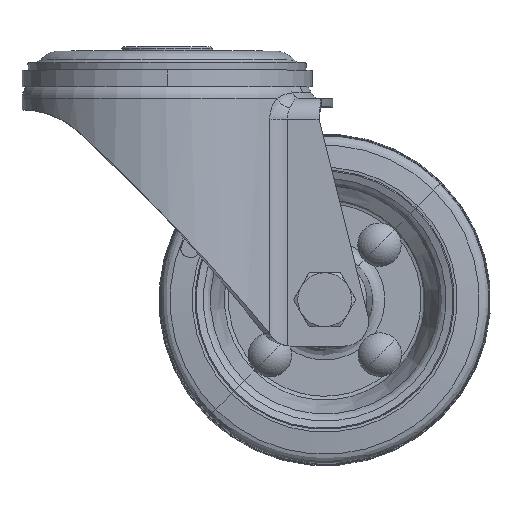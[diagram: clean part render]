
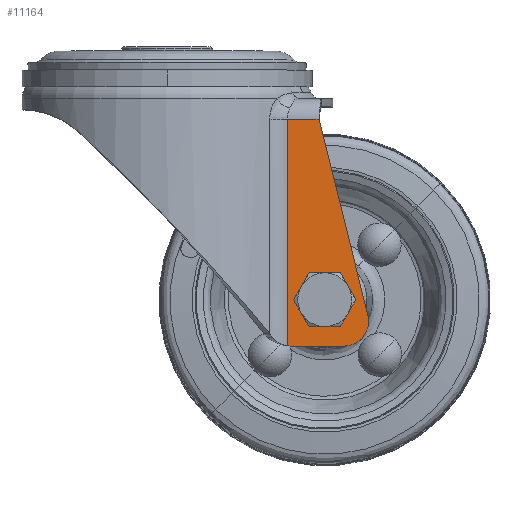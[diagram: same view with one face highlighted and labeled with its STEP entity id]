
A CAD part, top view. The second image highlights one B-rep face of the part: STEP entity #11164.
In plain terms, the highlighted planar face has unit normal (0, 0, 1).
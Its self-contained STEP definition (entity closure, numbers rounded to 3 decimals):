
#536 = ORIENTED_EDGE ( 'NONE', *, *, #9211, .F. ) ;
#1450 = VECTOR ( 'NONE', #10629, 1000. ) ;
#1484 = VERTEX_POINT ( 'NONE', #22558 ) ;
#1979 = CARTESIAN_POINT ( 'NONE',  ( 36.638, -17.5, 23. ) ) ;
#2026 = CARTESIAN_POINT ( 'NONE',  ( 28.983, -53.909, 23. ) ) ;
#2291 = EDGE_CURVE ( 'NONE', #3266, #22842, #16793, .T. ) ;
#2308 = B_SPLINE_CURVE_WITH_KNOTS ( 'NONE', 3,
 ( #12815, #2026, #10686, #19401 ),
 .UNSPECIFIED., .F., .F.,
 ( 4, 4 ),
 ( 0., 1. ),
 .UNSPECIFIED. ) ;
#3023 = EDGE_CURVE ( 'NONE', #1484, #7539, #14543, .T. ) ;
#3266 = VERTEX_POINT ( 'NONE', #1979 ) ;
#3553 = CARTESIAN_POINT ( 'NONE',  ( 42.597, -72.2, 23. ) ) ;
#3789 = DIRECTION ( 'NONE',  ( 0., 0., -1. ) ) ;
#4039 = EDGE_CURVE ( 'NONE', #22842, #15498, #14518, .T. ) ;
#4690 = CARTESIAN_POINT ( 'NONE',  ( 30., -66.2, 23. ) ) ;
#4981 = CARTESIAN_POINT ( 'NONE',  ( 38., -61., 23. ) ) ;
#5885 = AXIS2_PLACEMENT_3D ( 'NONE', #21151, #3789, #26243 ) ;
#5980 = ORIENTED_EDGE ( 'NONE', *, *, #24366, .F. ) ;
#6042 = ORIENTED_EDGE ( 'NONE', *, *, #12059, .F. ) ;
#6320 = AXIS2_PLACEMENT_3D ( 'NONE', #4981, #27946, #19744 ) ;
#6350 = FACE_OUTER_BOUND ( 'NONE', #10340, .T. ) ;
#6976 = ORIENTED_EDGE ( 'NONE', *, *, #4039, .F. ) ;
#7390 = LINE ( 'NONE', #3553, #22957 ) ;
#7539 = VERTEX_POINT ( 'NONE', #7922 ) ;
#7922 = CARTESIAN_POINT ( 'NONE',  ( 28.983, -72.113, 23. ) ) ;
#8778 = CARTESIAN_POINT ( 'NONE',  ( 42.1, -61., 23. ) ) ;
#9211 = EDGE_CURVE ( 'NONE', #17358, #15659, #10661, .T. ) ;
#9359 = CARTESIAN_POINT ( 'NONE',  ( 48.419, -64.748, 23. ) ) ;
#9680 = DIRECTION ( 'NONE',  ( 0., 0., 1. ) ) ;
#9901 = ORIENTED_EDGE ( 'NONE', *, *, #26771, .F. ) ;
#10118 = ORIENTED_EDGE ( 'NONE', *, *, #21751, .F. ) ;
#10291 = EDGE_LOOP ( 'NONE', ( #10118, #536 ) ) ;
#10340 = EDGE_LOOP ( 'NONE', ( #9901, #6976, #19473, #6042, #5980, #26397 ) ) ;
#10463 = CARTESIAN_POINT ( 'NONE',  ( 114., -12.5, 23. ) ) ;
#10629 = DIRECTION ( 'NONE',  ( 0.242, -0.97, 0. ) ) ;
#10661 = CIRCLE ( 'NONE', #11593, 4.1 ) ;
#10686 = CARTESIAN_POINT ( 'NONE',  ( 28.983, -35.704, 23. ) ) ;
#11164 = ADVANCED_FACE ( 'NONE', ( #27935, #6350 ), #21587, .T. ) ;
#11574 = CARTESIAN_POINT ( 'NONE',  ( 31.534, -17.5, 23. ) ) ;
#11593 = AXIS2_PLACEMENT_3D ( 'NONE', #20936, #9680, #18427 ) ;
#11728 = CARTESIAN_POINT ( 'NONE',  ( 34.086, -17.5, 23. ) ) ;
#11941 = AXIS2_PLACEMENT_3D ( 'NONE', #10463, #27789, #28074 ) ;
#12059 = EDGE_CURVE ( 'NONE', #19795, #3266, #19839, .T. ) ;
#12227 = DIRECTION ( 'NONE',  ( -1., 0., 0. ) ) ;
#12530 = CARTESIAN_POINT ( 'NONE',  ( 28.983, -17.5, 23. ) ) ;
#12815 = CARTESIAN_POINT ( 'NONE',  ( 28.983, -72.113, 23. ) ) ;
#14518 = CIRCLE ( 'NONE', #5885, 6. ) ;
#14543 = CIRCLE ( 'NONE', #25912, 6. ) ;
#15116 = CARTESIAN_POINT ( 'NONE',  ( 42.597, -72.2, 23. ) ) ;
#15381 = DIRECTION ( 'NONE',  ( 0., -1., 0. ) ) ;
#15498 = VERTEX_POINT ( 'NONE', #15116 ) ;
#15659 = VERTEX_POINT ( 'NONE', #8778 ) ;
#16793 = LINE ( 'NONE', #23473, #1450 ) ;
#17358 = VERTEX_POINT ( 'NONE', #25326 ) ;
#17536 = DIRECTION ( 'NONE',  ( 0., 0., -1. ) ) ;
#18427 = DIRECTION ( 'NONE',  ( -1., 0., 0. ) ) ;
#19401 = CARTESIAN_POINT ( 'NONE',  ( 28.983, -17.5, 23. ) ) ;
#19473 = ORIENTED_EDGE ( 'NONE', *, *, #2291, .F. ) ;
#19744 = DIRECTION ( 'NONE',  ( 1., 0., 0. ) ) ;
#19795 = VERTEX_POINT ( 'NONE', #12530 ) ;
#19839 = B_SPLINE_CURVE_WITH_KNOTS ( 'NONE', 3,
 ( #24502, #11574, #11728, #26899 ),
 .UNSPECIFIED., .F., .F.,
 ( 4, 4 ),
 ( 0., 1. ),
 .UNSPECIFIED. ) ;
#20936 = CARTESIAN_POINT ( 'NONE',  ( 38., -61., 23. ) ) ;
#21151 = CARTESIAN_POINT ( 'NONE',  ( 42.597, -66.2, 23. ) ) ;
#21587 = PLANE ( 'NONE',  #11941 ) ;
#21751 = EDGE_CURVE ( 'NONE', #15659, #17358, #25386, .T. ) ;
#22558 = CARTESIAN_POINT ( 'NONE',  ( 30., -72.2, 23. ) ) ;
#22842 = VERTEX_POINT ( 'NONE', #9359 ) ;
#22957 = VECTOR ( 'NONE', #12227, 1000. ) ;
#23473 = CARTESIAN_POINT ( 'NONE',  ( 36.638, -17.5, 23. ) ) ;
#24366 = EDGE_CURVE ( 'NONE', #7539, #19795, #2308, .T. ) ;
#24502 = CARTESIAN_POINT ( 'NONE',  ( 28.983, -17.5, 23. ) ) ;
#25326 = CARTESIAN_POINT ( 'NONE',  ( 33.9, -61., 23. ) ) ;
#25386 = CIRCLE ( 'NONE', #6320, 4.1 ) ;
#25912 = AXIS2_PLACEMENT_3D ( 'NONE', #4690, #17536, #15381 ) ;
#26243 = DIRECTION ( 'NONE',  ( 0.97, 0.242, 0. ) ) ;
#26397 = ORIENTED_EDGE ( 'NONE', *, *, #3023, .F. ) ;
#26771 = EDGE_CURVE ( 'NONE', #15498, #1484, #7390, .T. ) ;
#26899 = CARTESIAN_POINT ( 'NONE',  ( 36.638, -17.5, 23. ) ) ;
#27789 = DIRECTION ( 'NONE',  ( 0., 0., 1. ) ) ;
#27935 = FACE_BOUND ( 'NONE', #10291, .T. ) ;
#27946 = DIRECTION ( 'NONE',  ( 0., 0., 1. ) ) ;
#28074 = DIRECTION ( 'NONE',  ( 1., 0., 0. ) ) ;
